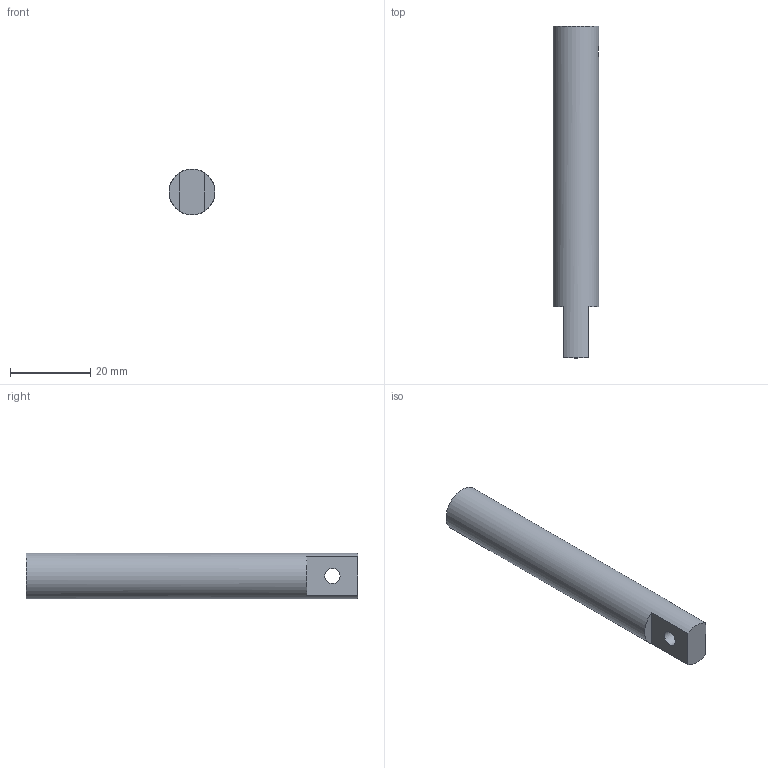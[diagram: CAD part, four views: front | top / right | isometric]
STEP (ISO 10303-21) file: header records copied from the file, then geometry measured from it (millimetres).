
FILE_DESCRIPTION(/* description */ (''),/* implementation_level */ '2;1');
FILE_NAME(/* name */ 'Evap_attachment.step',/* time_stamp */ '2016-05-26T11:03:57-07:00',/* author */ (''),/* organization */ (''),/* preprocessor_version */ 'ST-DEVELOPER v16.5',/* originating_system */ 'Autodesk Translation Framework v5.0.0.3310',/* authorisation */ '');
FILE_SCHEMA (('AUTOMOTIVE_DESIGN { 1 0 10303 214 3 1 1 }'));
Length unit declared in the file: centimetre
Products named in the file (1): Evap_attachment v4
Bounding box: 11.43 x 82.55 x 11.43 mm (x, y, z)
Volume: 7541.9 mm3; surface area: 3442.2 mm2
Topology: 1 solids, 1 shells, 11 faces, 31 edges, 21 vertices
Faces by surface type: plane 7, cylinder 4
Full cylindrical faces by diameter (mm): 3.332 x1, 3.81 x1, 6.35 x1, 11.43 x1
Entity records: 372 total; most frequent: CARTESIAN_POINT 112, DIRECTION 50, ORIENTED_EDGE 38, AXIS2_PLACEMENT_3D 21, EDGE_LOOP 20, EDGE_CURVE 19, VERTEX_POINT 15, FACE_OUTER_BOUND 11
